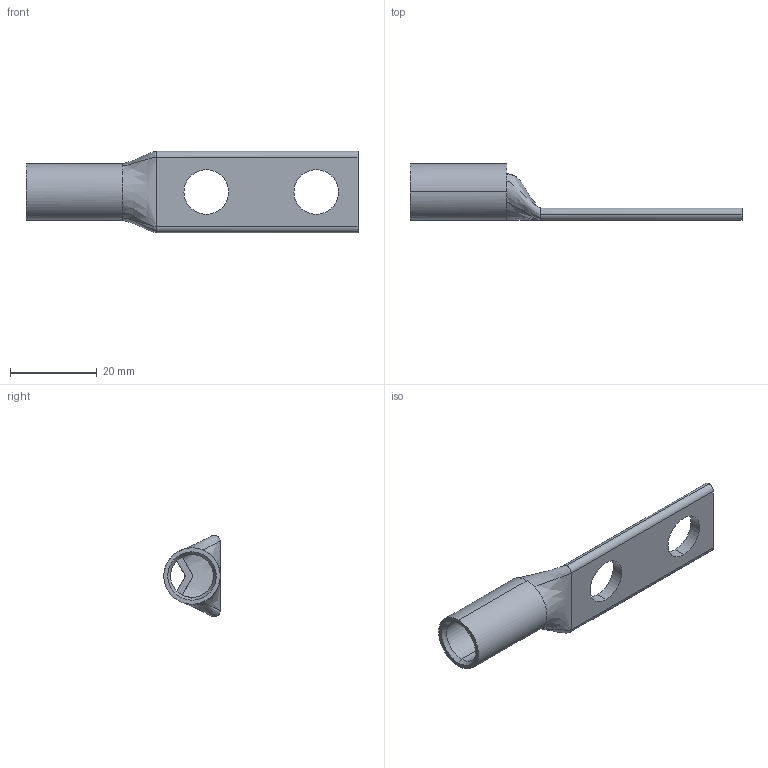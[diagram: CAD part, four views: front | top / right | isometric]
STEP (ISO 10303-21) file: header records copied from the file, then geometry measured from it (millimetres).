
FILE_DESCRIPTION (( 'STEP AP203' ), '1' );
FILE_NAME ('BLU-1_0D-2TC38-1.step', '2024-09-09T18:00:32', ( '' ), ( '' ), 'SwSTEP 2.0', 'SolidWorks 2023', '' );
FILE_SCHEMA (( 'CONFIG_CONTROL_DESIGN' ));
Length unit declared in the file: inch
Products named in the file (1): BLU-1_0D-2TC38-1
Bounding box: 76.71 x 13.03 x 18.8 mm (x, y, z)
Volume: 3508.5 mm3; surface area: 4136.5 mm2
Topology: 1 solids, 1 shells, 42 faces, 111 edges, 70 vertices
Faces by surface type: bspline 16, cylinder 13, plane 11, cone 2
Entity records: 2145 total; most frequent: CARTESIAN_POINT 1174, ORIENTED_EDGE 222, DIRECTION 127, EDGE_CURVE 111, VERTEX_POINT 70, B_SPLINE_CURVE_WITH_KNOTS 57, AXIS2_PLACEMENT_3D 48, EDGE_LOOP 47
